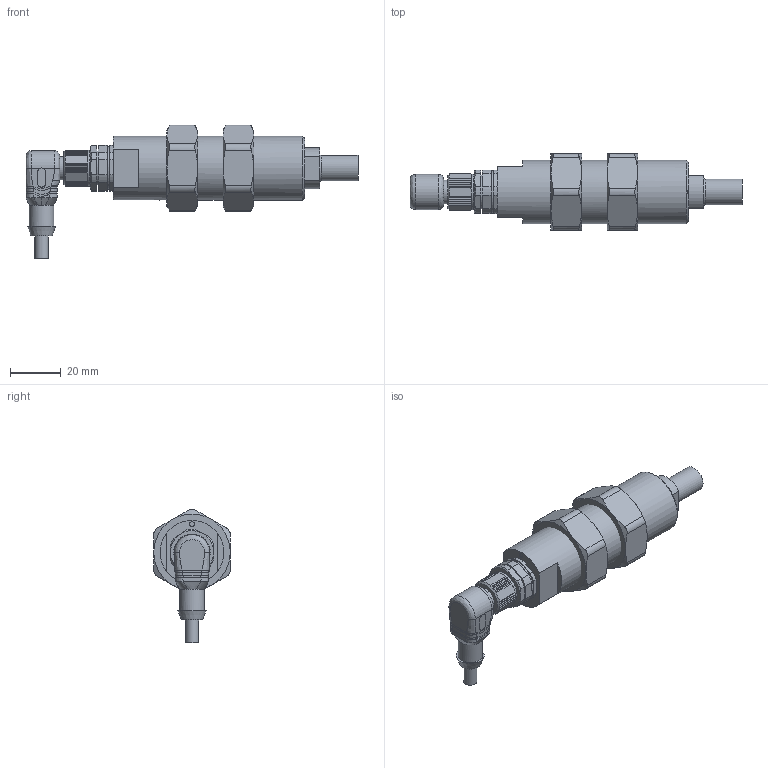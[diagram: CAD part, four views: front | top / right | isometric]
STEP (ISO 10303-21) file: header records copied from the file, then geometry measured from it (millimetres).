
FILE_DESCRIPTION (( 'STEP AP214' ), '1' );
FILE_NAME ('a_ZAD10N...1000N-S2 STEP.STEP', '2024-12-16T11:16:15', ( '' ), ( '' ), 'SwSTEP 2.0', 'SolidWorks 2023', '' );
FILE_SCHEMA (( 'AUTOMOTIVE_DESIGN' ));
Length unit declared in the file: millimetre
Products named in the file (1): a_ZAD10N...1000N-S2 STEP
Bounding box: 130.35 x 30 x 52.37 mm (x, y, z)
Volume: 53975.7 mm3; surface area: 26765.6 mm2
Topology: 6 solids, 11 shells, 756 faces, 1982 edges, 1278 vertices
Faces by surface type: plane 396, cylinder 196, cone 97, bspline 63, torus 4
Full cylindrical faces by diameter (mm): 1 x8, 1.1 x4, 1.15 x4, 1.2 x1, 1.5 x4, 1.55 x8, 1.6 x8, 1.85 x4, 2 x2, 4.2 x2, 5 x1, 5.2 x1, 7.65 x1, 8.375 x1, 8.42 x1, 9.22 x1, 9.3 x1, 9.6 x1, 9.7 x1, 9.95 x1, 10 x1, 10.4 x1, 10.8 x1, 11 x1, 12 x1, 13.5 x2, 14 x1, 14.5 x1, 15.748 x1, 15.9 x1
Entity records: 26090 total; most frequent: CARTESIAN_POINT 8982, ORIENTED_EDGE 3586, DIRECTION 3219, EDGE_CURVE 1793, VERTEX_POINT 1208, AXIS2_PLACEMENT_3D 1164, EDGE_LOOP 931, VECTOR 891
